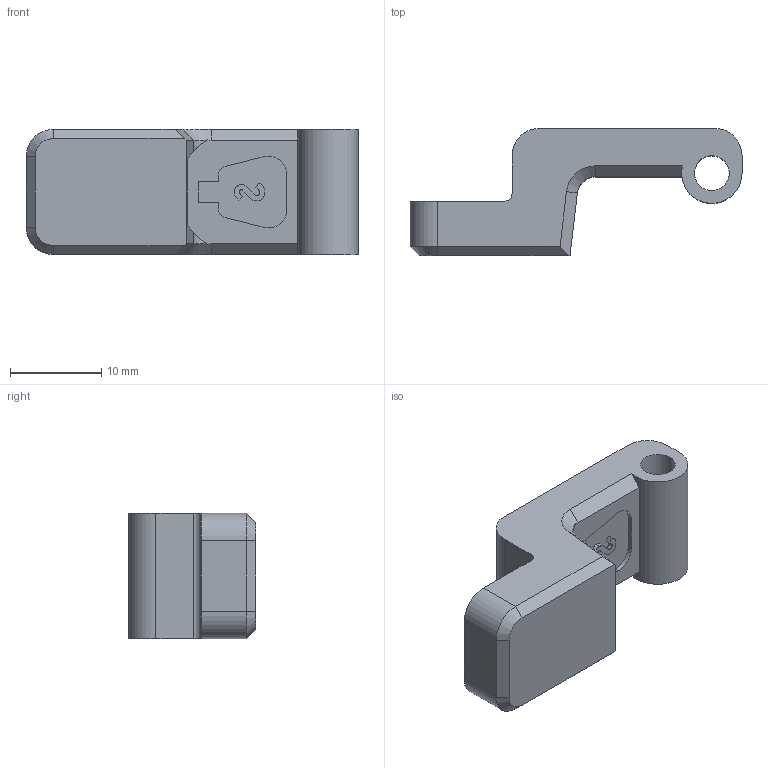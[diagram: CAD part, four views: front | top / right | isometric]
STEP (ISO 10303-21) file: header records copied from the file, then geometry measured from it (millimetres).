
FILE_DESCRIPTION (( 'STEP AP214' ), '1' );
FILE_NAME ('SpoonThumb.STEP', '2025-05-27T19:58:04', ( '' ), ( '' ), 'SwSTEP 2.0', 'SolidWorks 2025', '' );
FILE_SCHEMA (( 'AUTOMOTIVE_DESIGN' ));
Length unit declared in the file: millimetre
Products named in the file (1): SpoonThumb
Bounding box: 36.3 x 13.9 x 13.7 mm (x, y, z)
Volume: 3367.4 mm3; surface area: 2011.7 mm2
Topology: 1 solids, 1 shells, 66 faces, 180 edges, 118 vertices
Faces by surface type: plane 30, cylinder 18, bspline 14, cone 4
Entity records: 2725 total; most frequent: CARTESIAN_POINT 1119, ORIENTED_EDGE 360, DIRECTION 282, EDGE_CURVE 180, VERTEX_POINT 118, VECTOR 104, LINE 104, AXIS2_PLACEMENT_3D 89
